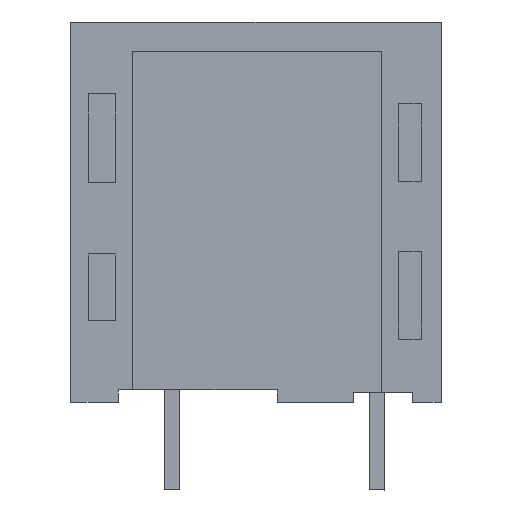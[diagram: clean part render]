
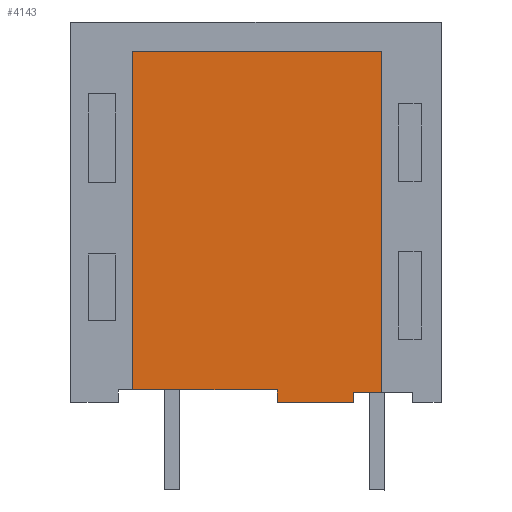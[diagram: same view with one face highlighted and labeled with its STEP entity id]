
A CAD part, left-side view. The second image highlights one B-rep face of the part: STEP entity #4143.
In plain terms, the highlighted planar face has unit normal (-1, 0, 0).
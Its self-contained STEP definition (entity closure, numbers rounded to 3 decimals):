
#4119=AXIS2_PLACEMENT_3D('Plane Axis2P3D',#4116,#4117,#4118) ;
#355=CARTESIAN_POINT('Vertex',(1.1,6.55,4.)) ;
#358=CARTESIAN_POINT('Line Origine',(1.1,9.439,4.)) ;
#362=CARTESIAN_POINT('Vertex',(1.1,12.329,4.)) ;
#389=CARTESIAN_POINT('Line Origine',(1.1,12.329,10.764)) ;
#393=CARTESIAN_POINT('Vertex',(1.1,12.329,17.529)) ;
#418=CARTESIAN_POINT('Vertex',(1.1,2.371,17.529)) ;
#421=CARTESIAN_POINT('Line Origine',(1.1,7.35,17.529)) ;
#439=CARTESIAN_POINT('Line Origine',(1.1,2.371,10.714)) ;
#443=CARTESIAN_POINT('Vertex',(1.1,2.371,3.9)) ;
#468=CARTESIAN_POINT('Vertex',(1.1,3.5,3.9)) ;
#485=CARTESIAN_POINT('Line Origine',(1.1,2.936,3.9)) ;
#4100=CARTESIAN_POINT('Vertex',(1.1,6.55,3.5)) ;
#4103=CARTESIAN_POINT('Line Origine',(1.1,6.55,3.75)) ;
#4116=CARTESIAN_POINT('Axis2P3D Location',(1.1,14.8,0.)) ;
#4121=CARTESIAN_POINT('Line Origine',(1.1,5.025,3.5)) ;
#4125=CARTESIAN_POINT('Vertex',(1.1,3.5,3.5)) ;
#4128=CARTESIAN_POINT('Line Origine',(1.1,3.5,3.7)) ;
#359=DIRECTION('Vector Direction',(0.,1.,0.)) ;
#390=DIRECTION('Vector Direction',(0.,0.,-1.)) ;
#422=DIRECTION('Vector Direction',(0.,-1.,0.)) ;
#440=DIRECTION('Vector Direction',(0.,0.,1.)) ;
#486=DIRECTION('Vector Direction',(0.,-1.,0.)) ;
#4104=DIRECTION('Vector Direction',(0.,0.,1.)) ;
#4117=DIRECTION('Axis2P3D Direction',(-1.,0.,0.)) ;
#4118=DIRECTION('Axis2P3D XDirection',(0.,-1.,0.)) ;
#4122=DIRECTION('Vector Direction',(0.,1.,0.)) ;
#4129=DIRECTION('Vector Direction',(0.,0.,1.)) ;
#360=VECTOR('Line Direction',#359,1.) ;
#391=VECTOR('Line Direction',#390,1.) ;
#423=VECTOR('Line Direction',#422,1.) ;
#441=VECTOR('Line Direction',#440,1.) ;
#487=VECTOR('Line Direction',#486,1.) ;
#4105=VECTOR('Line Direction',#4104,1.) ;
#4123=VECTOR('Line Direction',#4122,1.) ;
#4130=VECTOR('Line Direction',#4129,1.) ;
#4134=ORIENTED_EDGE('',*,*,#364,.F.) ;
#4135=ORIENTED_EDGE('',*,*,#4107,.F.) ;
#4136=ORIENTED_EDGE('',*,*,#4127,.T.) ;
#4137=ORIENTED_EDGE('',*,*,#4132,.T.) ;
#4138=ORIENTED_EDGE('',*,*,#489,.T.) ;
#4139=ORIENTED_EDGE('',*,*,#445,.T.) ;
#4140=ORIENTED_EDGE('',*,*,#425,.T.) ;
#4141=ORIENTED_EDGE('',*,*,#395,.T.) ;
#4143=ADVANCED_FACE('HOUSING',(#4142),#4120,.T.) ;
#364=EDGE_CURVE('',#356,#363,#361,.T.) ;
#395=EDGE_CURVE('',#394,#363,#392,.T.) ;
#425=EDGE_CURVE('',#419,#394,#424,.F.) ;
#445=EDGE_CURVE('',#444,#419,#442,.T.) ;
#489=EDGE_CURVE('',#469,#444,#488,.T.) ;
#4107=EDGE_CURVE('',#4101,#356,#4106,.T.) ;
#4127=EDGE_CURVE('',#4101,#4126,#4124,.F.) ;
#4132=EDGE_CURVE('',#4126,#469,#4131,.T.) ;
#4133=EDGE_LOOP('',(#4134,#4135,#4136,#4137,#4138,#4139,#4140,#4141)) ;
#4142=FACE_OUTER_BOUND('',#4133,.T.) ;
#361=LINE('Line',#358,#360) ;
#392=LINE('Line',#389,#391) ;
#424=LINE('Line',#421,#423) ;
#442=LINE('Line',#439,#441) ;
#488=LINE('Line',#485,#487) ;
#4106=LINE('Line',#4103,#4105) ;
#4124=LINE('Line',#4121,#4123) ;
#4131=LINE('Line',#4128,#4130) ;
#4120=PLANE('',#4119) ;
#356=VERTEX_POINT('',#355) ;
#363=VERTEX_POINT('',#362) ;
#394=VERTEX_POINT('',#393) ;
#419=VERTEX_POINT('',#418) ;
#444=VERTEX_POINT('',#443) ;
#469=VERTEX_POINT('',#468) ;
#4101=VERTEX_POINT('',#4100) ;
#4126=VERTEX_POINT('',#4125) ;
